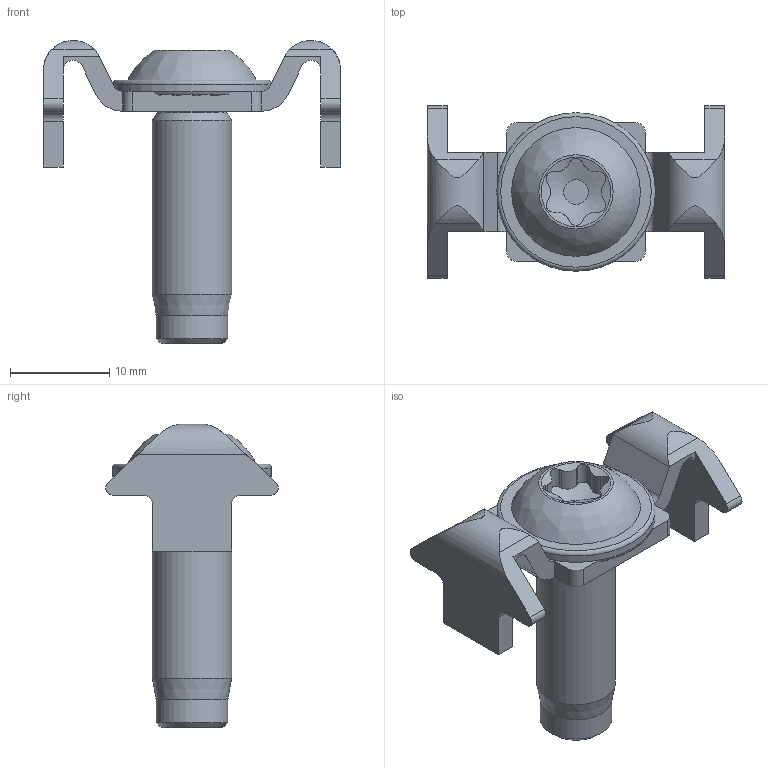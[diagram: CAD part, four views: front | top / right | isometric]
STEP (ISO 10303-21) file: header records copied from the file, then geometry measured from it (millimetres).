
FILE_DESCRIPTION(('STEP AP203'),'1');
FILE_NAME('FIXE08B1024.stp','2023-10-17T07:09:52',(' '),(' '),'Spatial InterOp 3D',' ',' ');
FILE_SCHEMA(('CONFIG_CONTROL_DESIGN'));
Length unit declared in the file: millimetre
Products named in the file (3): Fixation standard 8-30B autotaraudeuse; vis auto taraudeuse; agrafe 8-30
Assembly tree (2 placements, depth 2):
  Fixation standard 8-30B autotaraudeuse
    vis auto taraudeuse
    agrafe 8-30
Bounding box: 30 x 17.39 x 30.6 mm (x, y, z)
Volume: 2744.6 mm3; surface area: 2605.4 mm2
Topology: 2 solids, 2 shells, 173 faces, 484 edges, 318 vertices
Faces by surface type: plane 123, cylinder 41, cone 5, torus 3, bspline 1
Full cylindrical faces by diameter (mm): 7 x1, 7.25 x1, 8 x1, 8.2 x1, 16 x1
Entity records: 6443 total; most frequent: CARTESIAN_POINT 1817, ORIENTED_EDGE 930, DIRECTION 830, EDGE_CURVE 465, VERTEX_POINT 313, AXIS2_PLACEMENT_3D 290, LINE 250, VECTOR 250
